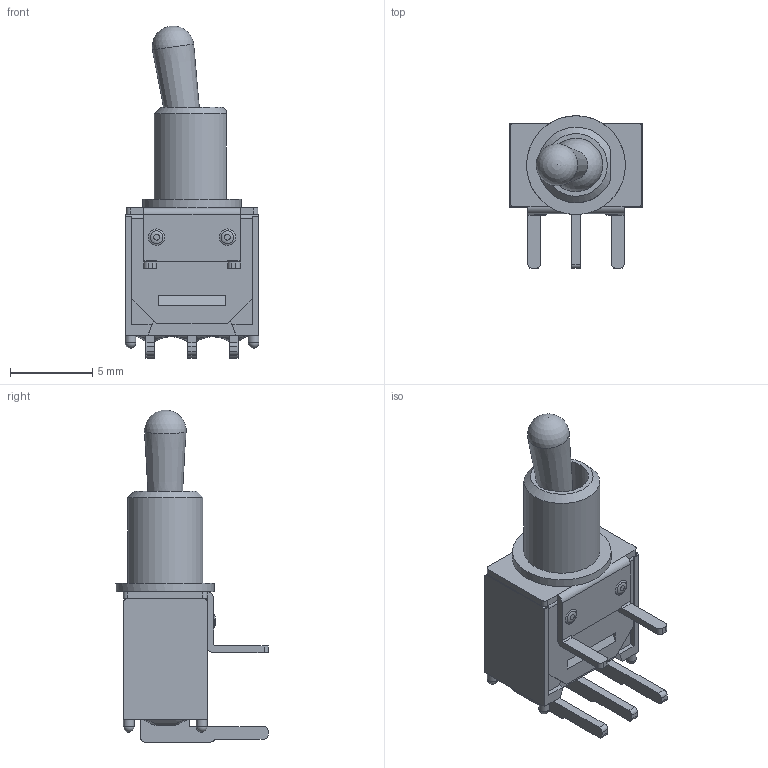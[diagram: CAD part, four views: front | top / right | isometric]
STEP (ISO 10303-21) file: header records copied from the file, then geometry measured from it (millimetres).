
FILE_DESCRIPTION((' '),'2;1');
FILE_NAME('200MSPxT2B2M6xE.stp','2017-07-28T15:48:44',(' '),(' '),' ','ACIS',' ');
FILE_SCHEMA(('CONFIG_CONTROL_DESIGN'));
Length unit declared in the file: inch
Products named in the file (1): 200MSPxT2B2M6xE.stp
Bounding box: 8.13 x 9.25 x 20.16 mm (x, y, z)
Volume: 305.7 mm3; surface area: 819.8 mm2
Topology: 1 solids, 2 shells, 184 faces, 497 edges, 317 vertices
Faces by surface type: plane 123, cylinder 41, bspline 10, sphere 6, cone 4
Full cylindrical faces by diameter (mm): 0.65 x4, 3.25 x1, 6 x1
Entity records: 6125 total; most frequent: CARTESIAN_POINT 1553, ORIENTED_EDGE 938, DIRECTION 888, EDGE_CURVE 469, VECTOR 330, LINE 330, VERTEX_POINT 307, AXIS2_PLACEMENT_3D 279
